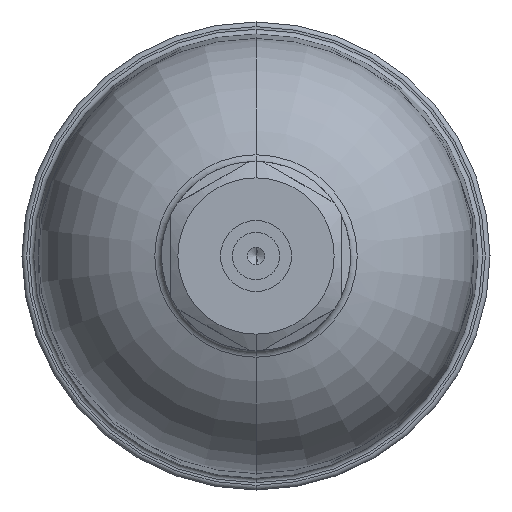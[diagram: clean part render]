
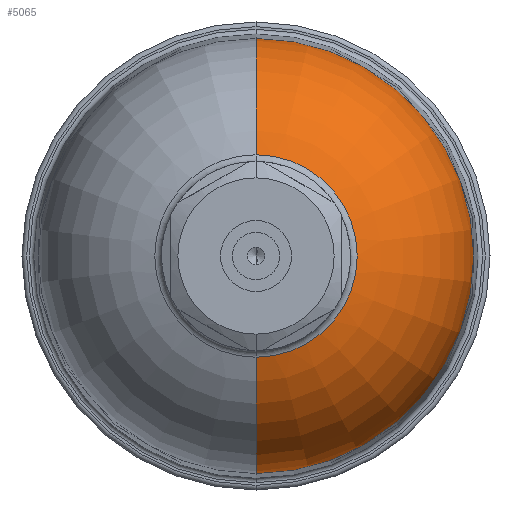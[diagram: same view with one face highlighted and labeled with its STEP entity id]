
A CAD part, front view. The second image highlights one B-rep face of the part: STEP entity #5065.
In plain terms, the highlighted toroidal (fillet/blend) face has major radius 11 mm and minor radius 35 mm.
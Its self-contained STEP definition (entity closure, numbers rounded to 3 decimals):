
#137 = EDGE_CURVE ( 'NONE', #436, #851, #1501, .T. ) ;
#285 = FACE_OUTER_BOUND ( 'NONE', #1331, .T. ) ;
#358 = CARTESIAN_POINT ( 'NONE',  ( 0., 15.583, -21.405 ) ) ;
#436 = VERTEX_POINT ( 'NONE', #5551 ) ;
#648 = CIRCLE ( 'NONE', #4701, 35. ) ;
#715 = CARTESIAN_POINT ( 'NONE',  ( 0., 49., -46. ) ) ;
#810 = CARTESIAN_POINT ( 'NONE',  ( 0., 49., 11. ) ) ;
#851 = VERTEX_POINT ( 'NONE', #1051 ) ;
#1051 = CARTESIAN_POINT ( 'NONE',  ( 0., 49., 46. ) ) ;
#1095 = ORIENTED_EDGE ( 'NONE', *, *, #137, .F. ) ;
#1212 = AXIS2_PLACEMENT_3D ( 'NONE', #810, #2849, #4891 ) ;
#1236 = EDGE_CURVE ( 'NONE', #436, #3756, #5449, .T. ) ;
#1306 = EDGE_CURVE ( 'NONE', #3756, #4227, #648, .T. ) ;
#1331 = EDGE_LOOP ( 'NONE', ( #1393, #4926, #6269, #1095 ) ) ;
#1360 = CIRCLE ( 'NONE', #6053, 46. ) ;
#1372 = CARTESIAN_POINT ( 'NONE',  ( 0., 49., 0. ) ) ;
#1393 = ORIENTED_EDGE ( 'NONE', *, *, #1236, .T. ) ;
#1501 = CIRCLE ( 'NONE', #1212, 35. ) ;
#1725 = AXIS2_PLACEMENT_3D ( 'NONE', #2775, #6401, #4817 ) ;
#1957 = DIRECTION ( 'NONE',  ( 0., 0., 1. ) ) ;
#2775 = CARTESIAN_POINT ( 'NONE',  ( 0., 15.583, 0. ) ) ;
#2849 = DIRECTION ( 'NONE',  ( -1., 0., 0. ) ) ;
#3076 = CARTESIAN_POINT ( 'NONE',  ( 0., 49., -11. ) ) ;
#3419 = DIRECTION ( 'NONE',  ( 0., 1., 0. ) ) ;
#3469 = DIRECTION ( 'NONE',  ( 0., 0., -1. ) ) ;
#3490 = DIRECTION ( 'NONE',  ( 0., 1., 0. ) ) ;
#3503 = DIRECTION ( 'NONE',  ( 1., 0., 0. ) ) ;
#3756 = VERTEX_POINT ( 'NONE', #358 ) ;
#3963 = EDGE_CURVE ( 'NONE', #851, #4227, #1360, .T. ) ;
#4227 = VERTEX_POINT ( 'NONE', #715 ) ;
#4541 = DIRECTION ( 'NONE',  ( 0., 0., 1. ) ) ;
#4570 = AXIS2_PLACEMENT_3D ( 'NONE', #1372, #3419, #1957 ) ;
#4701 = AXIS2_PLACEMENT_3D ( 'NONE', #3076, #3503, #3469 ) ;
#4817 = DIRECTION ( 'NONE',  ( 0., 0., 1. ) ) ;
#4891 = DIRECTION ( 'NONE',  ( 0., 0., 1. ) ) ;
#4926 = ORIENTED_EDGE ( 'NONE', *, *, #1306, .T. ) ;
#5065 = ADVANCED_FACE ( 'NONE', ( #285 ), #5947, .T. ) ;
#5449 = CIRCLE ( 'NONE', #1725, 21.405 ) ;
#5551 = CARTESIAN_POINT ( 'NONE',  ( 0., 15.583, 21.405 ) ) ;
#5947 = TOROIDAL_SURFACE ( 'NONE', #4570, 11., 35. ) ;
#6053 = AXIS2_PLACEMENT_3D ( 'NONE', #6065, #3490, #4541 ) ;
#6065 = CARTESIAN_POINT ( 'NONE',  ( 0., 49., 0. ) ) ;
#6269 = ORIENTED_EDGE ( 'NONE', *, *, #3963, .F. ) ;
#6401 = DIRECTION ( 'NONE',  ( 0., 1., 0. ) ) ;
